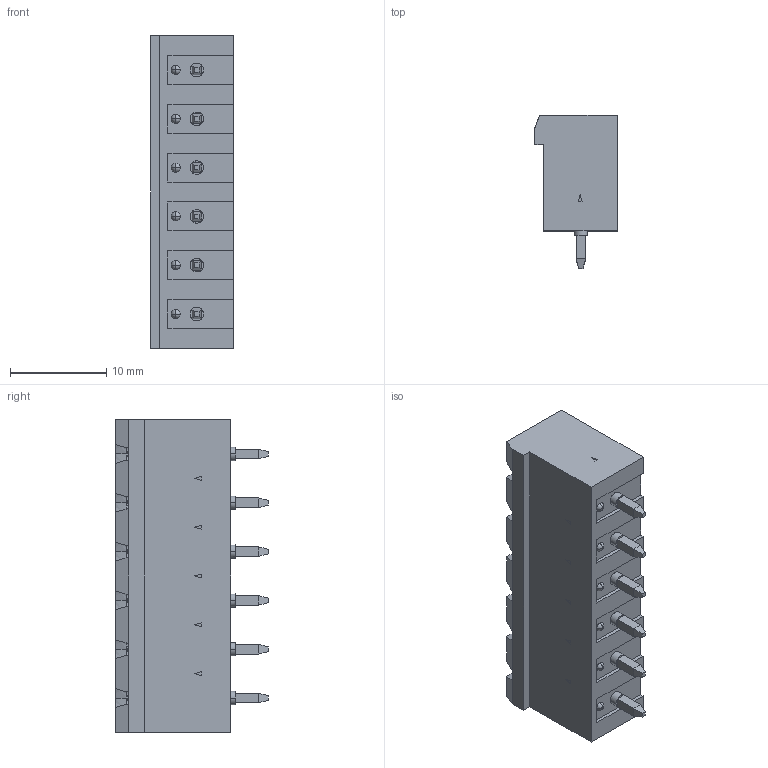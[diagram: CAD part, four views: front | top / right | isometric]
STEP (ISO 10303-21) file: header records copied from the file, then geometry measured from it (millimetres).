
FILE_DESCRIPTION(('SolidDesigner STEP Export'),'2;1');
FILE_NAME('mstbva_2.5-6-g-5.08.stp','2006-10-24T16:07:59',(''),(''),'OneSpace Designer STEP processor for AP214 (Solid Model)','OneSpace Designer 13.01 05-Feb-2005 (C) CoCreate Software GmbH','');
FILE_SCHEMA(('AUTOMOTIVE_DESIGN { 1 0 10303 214 1 1 1 1 }'));
Length unit declared in the file: millimetre
Products named in the file (2): mstbva_2.5-6-g-5.08
Assembly tree (1 placements, depth 2):
  mstbva_2.5-6-g-5.08
    mstbva_2.5-6-g-5.08
Bounding box: 8.6 x 15.9 x 32.48 mm (x, y, z)
Volume: 1661.6 mm3; surface area: 2414 mm2
Topology: 1 solids, 1 shells, 424 faces, 1031 edges, 647 vertices
Faces by surface type: plane 329, cylinder 59, sphere 24, cone 12
Entity records: 14782 total; most frequent: ORIENTED_EDGE 2062, CARTESIAN_POINT 2038, DIRECTION 1727, EDGE_CURVE 1031, VECTOR 743, LINE 743, VERTEX_POINT 647, AXIS2_PLACEMENT_3D 492
